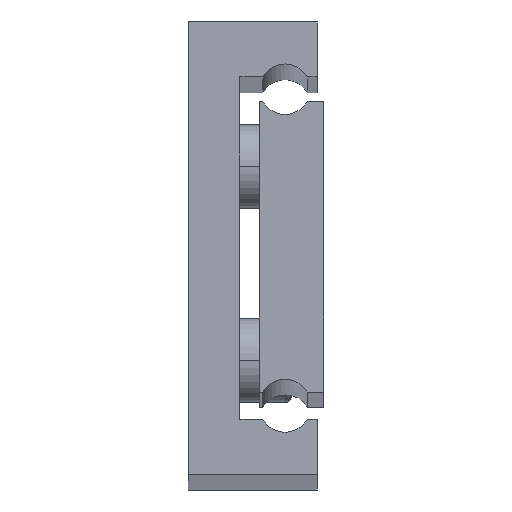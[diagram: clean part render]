
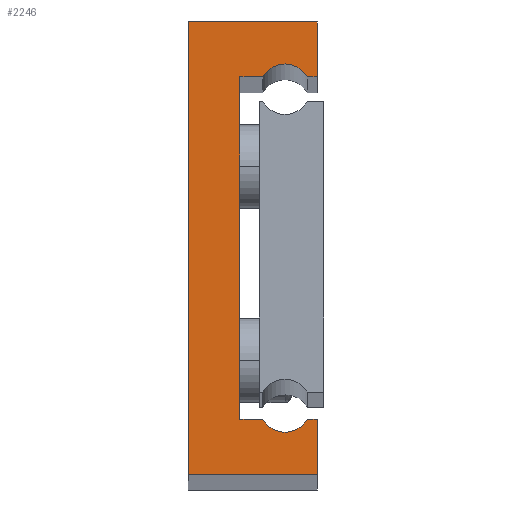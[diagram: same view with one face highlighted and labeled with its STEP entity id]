
A CAD part, top view. The second image highlights one B-rep face of the part: STEP entity #2246.
In plain terms, the highlighted planar face has unit normal (0, 0, 1).
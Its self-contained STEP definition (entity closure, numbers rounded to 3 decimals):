
#9 = CARTESIAN_POINT ( 'NONE',  ( 0., 70., 700. ) ) ;
#58 = CARTESIAN_POINT ( 'NONE',  ( 11.536, 8.5, 700. ) ) ;
#77 = VECTOR ( 'NONE', #598, 1000. ) ;
#130 = DIRECTION ( 'NONE',  ( 0., -1., 0. ) ) ;
#138 = CIRCLE ( 'NONE', #2031, 4. ) ;
#240 = ORIENTED_EDGE ( 'NONE', *, *, #2647, .T. ) ;
#249 = CARTESIAN_POINT ( 'NONE',  ( 20., 61.5, 700. ) ) ;
#303 = ORIENTED_EDGE ( 'NONE', *, *, #2749, .T. ) ;
#324 = LINE ( 'NONE', #1860, #1035 ) ;
#435 = DIRECTION ( 'NONE',  ( -1., 0., 0. ) ) ;
#460 = VERTEX_POINT ( 'NONE', #2802 ) ;
#478 = VERTEX_POINT ( 'NONE', #1805 ) ;
#494 = CARTESIAN_POINT ( 'NONE',  ( 20., 0., 700. ) ) ;
#598 = DIRECTION ( 'NONE',  ( 1., 0., 0. ) ) ;
#647 = ORIENTED_EDGE ( 'NONE', *, *, #2621, .T. ) ;
#655 = DIRECTION ( 'NONE',  ( -1., 0., 0. ) ) ;
#751 = CARTESIAN_POINT ( 'NONE',  ( 20., 0., 700. ) ) ;
#772 = LINE ( 'NONE', #494, #3378 ) ;
#775 = VECTOR ( 'NONE', #1291, 1000. ) ;
#811 = VERTEX_POINT ( 'NONE', #1609 ) ;
#823 = CIRCLE ( 'NONE', #1088, 4. ) ;
#834 = PLANE ( 'NONE',  #2548 ) ;
#890 = FACE_OUTER_BOUND ( 'NONE', #1721, .T. ) ;
#966 = VERTEX_POINT ( 'NONE', #751 ) ;
#1012 = LINE ( 'NONE', #1501, #775 ) ;
#1035 = VECTOR ( 'NONE', #2950, 1000. ) ;
#1037 = DIRECTION ( 'NONE',  ( 0., 1., 0. ) ) ;
#1042 = DIRECTION ( 'NONE',  ( 0., 0., -1. ) ) ;
#1075 = ORIENTED_EDGE ( 'NONE', *, *, #1560, .T. ) ;
#1088 = AXIS2_PLACEMENT_3D ( 'NONE', #2664, #3269, #2742 ) ;
#1094 = CARTESIAN_POINT ( 'NONE',  ( 20., 70., 700. ) ) ;
#1165 = ORIENTED_EDGE ( 'NONE', *, *, #2632, .T. ) ;
#1179 = VERTEX_POINT ( 'NONE', #1094 ) ;
#1201 = VECTOR ( 'NONE', #3192, 1000. ) ;
#1253 = CARTESIAN_POINT ( 'NONE',  ( 18.464, 8.5, 700. ) ) ;
#1276 = ORIENTED_EDGE ( 'NONE', *, *, #1969, .T. ) ;
#1278 = ORIENTED_EDGE ( 'NONE', *, *, #1475, .T. ) ;
#1291 = DIRECTION ( 'NONE',  ( 1., 0., 0. ) ) ;
#1294 = VERTEX_POINT ( 'NONE', #3193 ) ;
#1301 = EDGE_CURVE ( 'NONE', #966, #478, #772, .T. ) ;
#1305 = VECTOR ( 'NONE', #2105, 1000. ) ;
#1325 = ORIENTED_EDGE ( 'NONE', *, *, #1808, .T. ) ;
#1351 = DIRECTION ( 'NONE',  ( -1., 0., 0. ) ) ;
#1366 = ORIENTED_EDGE ( 'NONE', *, *, #1301, .T. ) ;
#1386 = LINE ( 'NONE', #2475, #77 ) ;
#1453 = CARTESIAN_POINT ( 'NONE',  ( 0., 0., 700. ) ) ;
#1475 = EDGE_CURVE ( 'NONE', #3333, #811, #324, .T. ) ;
#1501 = CARTESIAN_POINT ( 'NONE',  ( 0., 0., 700. ) ) ;
#1560 = EDGE_CURVE ( 'NONE', #2912, #1294, #823, .T. ) ;
#1593 = LINE ( 'NONE', #249, #1305 ) ;
#1609 = CARTESIAN_POINT ( 'NONE',  ( 8., 8.5, 700. ) ) ;
#1625 = CARTESIAN_POINT ( 'NONE',  ( 0., 0., 700. ) ) ;
#1626 = LINE ( 'NONE', #3025, #2586 ) ;
#1653 = CARTESIAN_POINT ( 'NONE',  ( 15., 59.5, 700. ) ) ;
#1702 = VECTOR ( 'NONE', #435, 1000. ) ;
#1704 = LINE ( 'NONE', #2544, #3157 ) ;
#1721 = EDGE_LOOP ( 'NONE', ( #1165, #1325, #1366, #1855, #3199, #1278, #240, #647, #1075, #2801, #1276, #303 ) ) ;
#1729 = LINE ( 'NONE', #2793, #1702 ) ;
#1805 = CARTESIAN_POINT ( 'NONE',  ( 20., 8.5, 700. ) ) ;
#1808 = EDGE_CURVE ( 'NONE', #2007, #966, #1012, .T. ) ;
#1855 = ORIENTED_EDGE ( 'NONE', *, *, #2984, .T. ) ;
#1860 = CARTESIAN_POINT ( 'NONE',  ( 11.536, 8.5, 700. ) ) ;
#1868 = DIRECTION ( 'NONE',  ( 1., 0., 0. ) ) ;
#1881 = DIRECTION ( 'NONE',  ( 0., 0., -1. ) ) ;
#1891 = LINE ( 'NONE', #1625, #2326 ) ;
#1969 = EDGE_CURVE ( 'NONE', #460, #1179, #1704, .T. ) ;
#2007 = VERTEX_POINT ( 'NONE', #1453 ) ;
#2031 = AXIS2_PLACEMENT_3D ( 'NONE', #2870, #1042, #1868 ) ;
#2066 = CARTESIAN_POINT ( 'NONE',  ( 8., 8.5, 700. ) ) ;
#2105 = DIRECTION ( 'NONE',  ( 1., 0., 0. ) ) ;
#2246 = ADVANCED_FACE ( 'NONE', ( #890 ), #834, .F. ) ;
#2326 = VECTOR ( 'NONE', #130, 1000. ) ;
#2475 = CARTESIAN_POINT ( 'NONE',  ( 11.536, 61.5, 700. ) ) ;
#2544 = CARTESIAN_POINT ( 'NONE',  ( 20., 70., 700. ) ) ;
#2548 = AXIS2_PLACEMENT_3D ( 'NONE', #1653, #1881, #1351 ) ;
#2586 = VECTOR ( 'NONE', #655, 1000. ) ;
#2621 = EDGE_CURVE ( 'NONE', #2722, #2912, #1386, .T. ) ;
#2632 = EDGE_CURVE ( 'NONE', #3311, #2007, #1891, .T. ) ;
#2646 = CARTESIAN_POINT ( 'NONE',  ( 8., 61.5, 700. ) ) ;
#2647 = EDGE_CURVE ( 'NONE', #811, #2722, #3409, .T. ) ;
#2664 = CARTESIAN_POINT ( 'NONE',  ( 15., 59.5, 700. ) ) ;
#2669 = EDGE_CURVE ( 'NONE', #1294, #460, #1593, .T. ) ;
#2722 = VERTEX_POINT ( 'NONE', #2646 ) ;
#2742 = DIRECTION ( 'NONE',  ( -1., 0., 0. ) ) ;
#2749 = EDGE_CURVE ( 'NONE', #1179, #3311, #1626, .T. ) ;
#2778 = DIRECTION ( 'NONE',  ( 0., 1., 0. ) ) ;
#2793 = CARTESIAN_POINT ( 'NONE',  ( 20., 8.5, 700. ) ) ;
#2801 = ORIENTED_EDGE ( 'NONE', *, *, #2669, .T. ) ;
#2802 = CARTESIAN_POINT ( 'NONE',  ( 20., 61.5, 700. ) ) ;
#2870 = CARTESIAN_POINT ( 'NONE',  ( 15., 10.5, 700. ) ) ;
#2912 = VERTEX_POINT ( 'NONE', #3319 ) ;
#2950 = DIRECTION ( 'NONE',  ( -1., 0., 0. ) ) ;
#2984 = EDGE_CURVE ( 'NONE', #478, #3129, #1729, .T. ) ;
#3025 = CARTESIAN_POINT ( 'NONE',  ( 0., 70., 700. ) ) ;
#3129 = VERTEX_POINT ( 'NONE', #1253 ) ;
#3157 = VECTOR ( 'NONE', #2778, 1000. ) ;
#3192 = DIRECTION ( 'NONE',  ( 0., 1., 0. ) ) ;
#3193 = CARTESIAN_POINT ( 'NONE',  ( 18.464, 61.5, 700. ) ) ;
#3199 = ORIENTED_EDGE ( 'NONE', *, *, #3211, .T. ) ;
#3211 = EDGE_CURVE ( 'NONE', #3129, #3333, #138, .T. ) ;
#3269 = DIRECTION ( 'NONE',  ( 0., 0., -1. ) ) ;
#3311 = VERTEX_POINT ( 'NONE', #9 ) ;
#3319 = CARTESIAN_POINT ( 'NONE',  ( 11.536, 61.5, 700. ) ) ;
#3333 = VERTEX_POINT ( 'NONE', #58 ) ;
#3378 = VECTOR ( 'NONE', #1037, 1000. ) ;
#3409 = LINE ( 'NONE', #2066, #1201 ) ;
